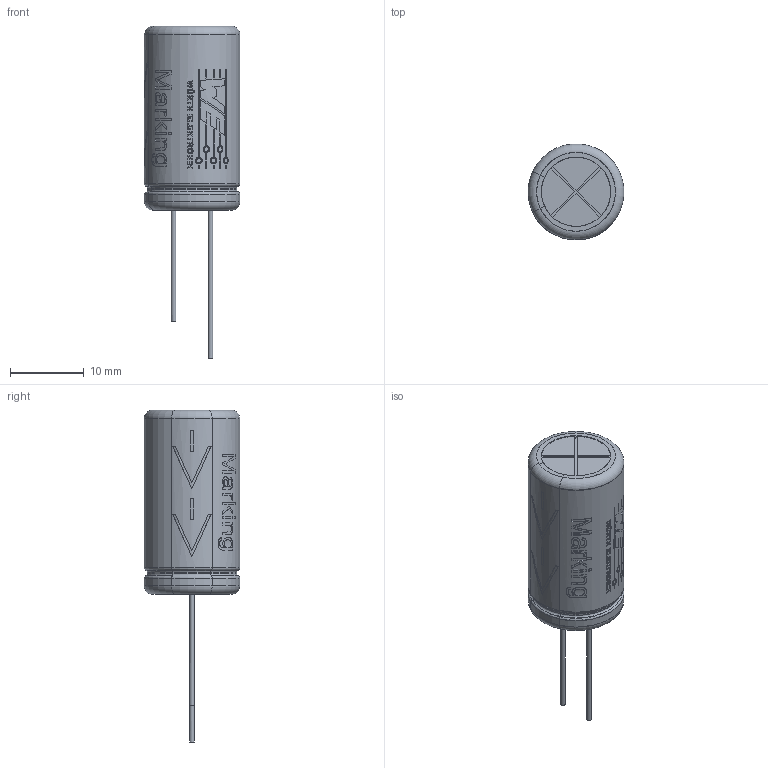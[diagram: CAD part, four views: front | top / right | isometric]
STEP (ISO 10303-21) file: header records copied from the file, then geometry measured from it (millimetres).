
FILE_DESCRIPTION( ( 'Unknown' ), '1' );
FILE_NAME( '13x25x5x0.6.stp', 'Unknown', ( 'Unknown' ), ( 'Unknown' ), 'PSStep 21.0.46', 'Unknown', ' ' );
FILE_SCHEMA( ( 'AUTOMOTIVE_DESIGN { 1 0 10303 214 1 1 1 1 }' ) );
Length unit declared in the file: millimetre
Products named in the file (2): 1; 2
Bounding box: 12.97 x 12.98 x 45 mm (x, y, z)
Volume: 3253.1 mm3; surface area: 3735.2 mm2
Topology: 2 solids, 3 shells, 518 faces, 1314 edges, 871 vertices
Faces by surface type: plane 278, bspline 127, cylinder 89, torus 24
Full cylindrical faces by diameter (mm): 0.6 x2, 1.444 x1, 1.806 x1, 2.889 x1, 3.25 x1, 7.222 x1, 7.583 x1, 8.667 x1, 9.028 x1, 9.389 x2, 10.686 x2, 11.942 x1, 11.962 x1, 12.78 x2, 12.8 x2
Entity records: 28004 total; most frequent: CARTESIAN_POINT 12137, ORIENTED_EDGE 2534, DIRECTION 2082, EDGE_CURVE 1267, VERTEX_POINT 865, AXIS2_PLACEMENT_3D 702, LINE 678, VECTOR 678
